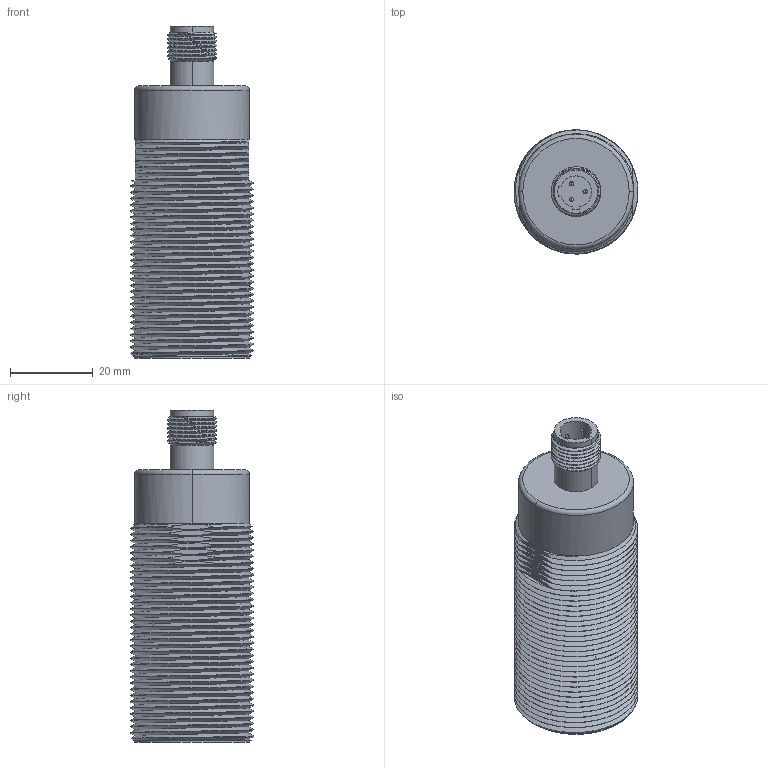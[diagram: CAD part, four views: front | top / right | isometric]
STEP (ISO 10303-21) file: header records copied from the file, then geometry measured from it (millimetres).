
FILE_DESCRIPTION((''),'2;1');
FILE_NAME('OCN1-3015X-XUL3','2017-03-07T',('Administrator'),(''),'PRO/ENGINEER BY PARAMETRIC TECHNOLOGY CORPORATION, 2007170','PRO/ENGINEER BY PARAMETRIC TECHNOLOGY CORPORATION, 2007170','');
FILE_SCHEMA(('CONFIG_CONTROL_DESIGN'));
Length unit declared in the file: millimetre
Products named in the file (1): OCN1-3015X-XUL3
Bounding box: 30 x 30 x 80.4 mm (x, y, z)
Volume: 42956.5 mm3; surface area: 13200.4 mm2
Topology: 1 solids, 1 shells, 170 faces, 464 edges, 297 vertices
Faces by surface type: cylinder 97, plane 30, bspline 28, cone 7, sphere 6, torus 2
Entity records: 15770 total; most frequent: CARTESIAN_POINT 12002, ORIENTED_EDGE 916, DIRECTION 550, EDGE_CURVE 458, VERTEX_POINT 297, B_SPLINE_CURVE_WITH_KNOTS 251, AXIS2_PLACEMENT_3D 201, EDGE_LOOP 177
